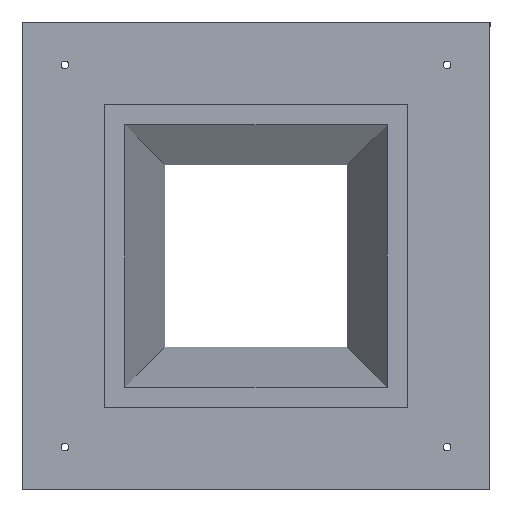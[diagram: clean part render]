
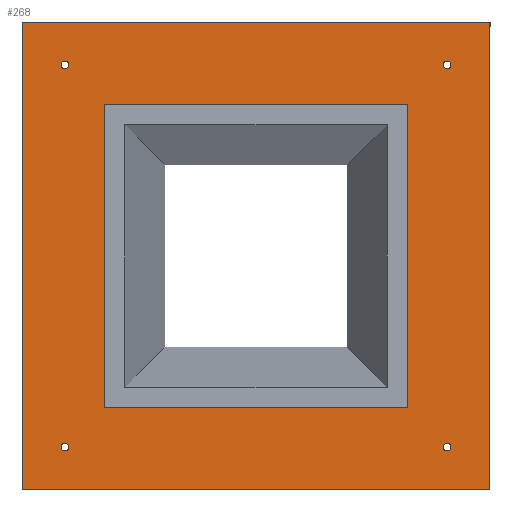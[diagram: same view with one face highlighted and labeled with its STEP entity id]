
A CAD part, front view. The second image highlights one B-rep face of the part: STEP entity #268.
In plain terms, the highlighted planar face has unit normal (0, -1, 0).
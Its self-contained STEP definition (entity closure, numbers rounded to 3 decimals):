
#61 = VERTEX_POINT ( 'NONE', #659 ) ;
#63 = EDGE_CURVE ( 'NONE', #114, #116, #654, .T. ) ;
#72 = VERTEX_POINT ( 'NONE', #691 ) ;
#73 = EDGE_CURVE ( 'NONE', #72, #110, #690, .T. ) ;
#105 = VERTEX_POINT ( 'NONE', #753 ) ;
#106 = EDGE_CURVE ( 'NONE', #105, #61, #752, .T. ) ;
#110 = VERTEX_POINT ( 'NONE', #799 ) ;
#114 = VERTEX_POINT ( 'NONE', #789 ) ;
#116 = VERTEX_POINT ( 'NONE', #788 ) ;
#121 = VERTEX_POINT ( 'NONE', #778 ) ;
#123 = EDGE_CURVE ( 'NONE', #124, #121, #777, .T. ) ;
#124 = VERTEX_POINT ( 'NONE', #772 ) ;
#244 = ORIENTED_EDGE ( 'NONE', *, *, #245, .T. ) ;
#245 = EDGE_CURVE ( 'NONE', #116, #114, #993, .T. ) ;
#246 = EDGE_LOOP ( 'NONE', ( #247, #248 ) ) ;
#247 = ORIENTED_EDGE ( 'NONE', *, *, #123, .T. ) ;
#248 = ORIENTED_EDGE ( 'NONE', *, *, #249, .T. ) ;
#249 = EDGE_CURVE ( 'NONE', #121, #124, #1052, .T. ) ;
#250 = EDGE_LOOP ( 'NONE', ( #251, #255, #311, #314 ) ) ;
#251 = ORIENTED_EDGE ( 'NONE', *, *, #252, .T. ) ;
#252 = EDGE_CURVE ( 'NONE', #253, #254, #1048, .T. ) ;
#253 = VERTEX_POINT ( 'NONE', #1044 ) ;
#254 = VERTEX_POINT ( 'NONE', #1043 ) ;
#255 = ORIENTED_EDGE ( 'NONE', *, *, #256, .T. ) ;
#256 = EDGE_CURVE ( 'NONE', #254, #257, #1042, .T. ) ;
#257 = VERTEX_POINT ( 'NONE', #1038 ) ;
#268 = ADVANCED_FACE ( 'NONE', ( #1086, #1085, #1084, #1083, #1082, #1081 ), #1080, .T. ) ;
#269 = EDGE_LOOP ( 'NONE', ( #270, #244 ) ) ;
#270 = ORIENTED_EDGE ( 'NONE', *, *, #63, .T. ) ;
#298 = EDGE_CURVE ( 'NONE', #325, #323, #1095, .T. ) ;
#299 = ORIENTED_EDGE ( 'NONE', *, *, #300, .F. ) ;
#300 = EDGE_CURVE ( 'NONE', #320, #325, #1091, .T. ) ;
#301 = EDGE_LOOP ( 'NONE', ( #302, #303 ) ) ;
#302 = ORIENTED_EDGE ( 'NONE', *, *, #106, .T. ) ;
#303 = ORIENTED_EDGE ( 'NONE', *, *, #304, .T. ) ;
#304 = EDGE_CURVE ( 'NONE', #61, #105, #1149, .T. ) ;
#305 = EDGE_LOOP ( 'NONE', ( #306, #307 ) ) ;
#306 = ORIENTED_EDGE ( 'NONE', *, *, #73, .T. ) ;
#307 = ORIENTED_EDGE ( 'NONE', *, *, #308, .T. ) ;
#308 = EDGE_CURVE ( 'NONE', #110, #72, #1145, .T. ) ;
#311 = ORIENTED_EDGE ( 'NONE', *, *, #312, .T. ) ;
#312 = EDGE_CURVE ( 'NONE', #257, #313, #1137, .T. ) ;
#313 = VERTEX_POINT ( 'NONE', #1130 ) ;
#314 = ORIENTED_EDGE ( 'NONE', *, *, #315, .T. ) ;
#315 = EDGE_CURVE ( 'NONE', #313, #253, #1129, .T. ) ;
#316 = EDGE_LOOP ( 'NONE', ( #317, #321, #324, #299 ) ) ;
#317 = ORIENTED_EDGE ( 'NONE', *, *, #318, .F. ) ;
#318 = EDGE_CURVE ( 'NONE', #319, #320, #1125, .T. ) ;
#319 = VERTEX_POINT ( 'NONE', #1121 ) ;
#320 = VERTEX_POINT ( 'NONE', #1120 ) ;
#321 = ORIENTED_EDGE ( 'NONE', *, *, #322, .F. ) ;
#322 = EDGE_CURVE ( 'NONE', #323, #319, #1119, .T. ) ;
#323 = VERTEX_POINT ( 'NONE', #1180 ) ;
#324 = ORIENTED_EDGE ( 'NONE', *, *, #298, .F. ) ;
#325 = VERTEX_POINT ( 'NONE', #1179 ) ;
#650 = DIRECTION ( 'NONE',  ( 0., 0., 1. ) ) ;
#651 = DIRECTION ( 'NONE',  ( 0., 1., 0. ) ) ;
#652 = CARTESIAN_POINT ( 'NONE',  ( 335., 0., -335. ) ) ;
#653 = AXIS2_PLACEMENT_3D ( 'NONE', #652, #651, #650 ) ;
#654 = CIRCLE ( 'NONE', #653, 6.5 ) ;
#659 = CARTESIAN_POINT ( 'NONE',  ( 335., 0., 341.5 ) ) ;
#686 = DIRECTION ( 'NONE',  ( 0., 0., 1. ) ) ;
#687 = DIRECTION ( 'NONE',  ( 0., 1., 0. ) ) ;
#688 = CARTESIAN_POINT ( 'NONE',  ( -335., 0., -335. ) ) ;
#689 = AXIS2_PLACEMENT_3D ( 'NONE', #688, #687, #686 ) ;
#690 = CIRCLE ( 'NONE', #689, 6.5 ) ;
#691 = CARTESIAN_POINT ( 'NONE',  ( -335., 0., -341.5 ) ) ;
#748 = DIRECTION ( 'NONE',  ( 0., 0., 1. ) ) ;
#749 = DIRECTION ( 'NONE',  ( 0., 1., 0. ) ) ;
#750 = CARTESIAN_POINT ( 'NONE',  ( 335., 0., 335. ) ) ;
#751 = AXIS2_PLACEMENT_3D ( 'NONE', #750, #749, #748 ) ;
#752 = CIRCLE ( 'NONE', #751, 6.5 ) ;
#753 = CARTESIAN_POINT ( 'NONE',  ( 335., 0., 328.5 ) ) ;
#772 = CARTESIAN_POINT ( 'NONE',  ( -335., 0., 328.5 ) ) ;
#773 = DIRECTION ( 'NONE',  ( 0., 0., 1. ) ) ;
#774 = DIRECTION ( 'NONE',  ( 0., 1., 0. ) ) ;
#775 = CARTESIAN_POINT ( 'NONE',  ( -335., 0., 335. ) ) ;
#776 = AXIS2_PLACEMENT_3D ( 'NONE', #775, #774, #773 ) ;
#777 = CIRCLE ( 'NONE', #776, 6.5 ) ;
#778 = CARTESIAN_POINT ( 'NONE',  ( -335., 0., 341.5 ) ) ;
#788 = CARTESIAN_POINT ( 'NONE',  ( 335., 0., -328.5 ) ) ;
#789 = CARTESIAN_POINT ( 'NONE',  ( 335., 0., -341.5 ) ) ;
#799 = CARTESIAN_POINT ( 'NONE',  ( -335., 0., -328.5 ) ) ;
#993 = CIRCLE ( 'NONE', #1000, 6.5 ) ;
#994 = CARTESIAN_POINT ( 'NONE',  ( -335., 0., 335. ) ) ;
#1000 = AXIS2_PLACEMENT_3D ( 'NONE', #1055, #1054, #1053 ) ;
#1038 = CARTESIAN_POINT ( 'NONE',  ( 410., 0., -410. ) ) ;
#1039 = DIRECTION ( 'NONE',  ( 1., 0., 0. ) ) ;
#1040 = VECTOR ( 'NONE', #1039, 1000. ) ;
#1041 = CARTESIAN_POINT ( 'NONE',  ( -950., 0., -410. ) ) ;
#1042 = LINE ( 'NONE', #1041, #1040 ) ;
#1043 = CARTESIAN_POINT ( 'NONE',  ( -410., 0., -410. ) ) ;
#1044 = CARTESIAN_POINT ( 'NONE',  ( -410., 0., 410. ) ) ;
#1045 = DIRECTION ( 'NONE',  ( 0., 0., -1. ) ) ;
#1046 = VECTOR ( 'NONE', #1045, 1000. ) ;
#1047 = CARTESIAN_POINT ( 'NONE',  ( -410., 0., 950. ) ) ;
#1048 = LINE ( 'NONE', #1047, #1046 ) ;
#1049 = DIRECTION ( 'NONE',  ( 0., 0., 1. ) ) ;
#1050 = DIRECTION ( 'NONE',  ( 0., 1., 0. ) ) ;
#1051 = AXIS2_PLACEMENT_3D ( 'NONE', #994, #1050, #1049 ) ;
#1052 = CIRCLE ( 'NONE', #1051, 6.5 ) ;
#1053 = DIRECTION ( 'NONE',  ( 0., 0., 1. ) ) ;
#1054 = DIRECTION ( 'NONE',  ( 0., 1., 0. ) ) ;
#1055 = CARTESIAN_POINT ( 'NONE',  ( 335., 0., -335. ) ) ;
#1075 = DIRECTION ( 'NONE',  ( 0., 0., -1. ) ) ;
#1076 = DIRECTION ( 'NONE',  ( 0., -1., 0. ) ) ;
#1077 = CARTESIAN_POINT ( 'NONE',  ( -265., 0., 950. ) ) ;
#1079 = AXIS2_PLACEMENT_3D ( 'NONE', #1077, #1076, #1075 ) ;
#1080 = PLANE ( 'NONE',  #1079 ) ;
#1081 = FACE_BOUND ( 'NONE', #305, .T. ) ;
#1082 = FACE_BOUND ( 'NONE', #301, .T. ) ;
#1083 = FACE_BOUND ( 'NONE', #316, .T. ) ;
#1084 = FACE_OUTER_BOUND ( 'NONE', #250, .T. ) ;
#1085 = FACE_BOUND ( 'NONE', #246, .T. ) ;
#1086 = FACE_BOUND ( 'NONE', #269, .T. ) ;
#1087 = DIRECTION ( 'NONE',  ( 0., 0., 1. ) ) ;
#1088 = VECTOR ( 'NONE', #1087, 1000. ) ;
#1089 = CARTESIAN_POINT ( 'NONE',  ( 265., 0., -950. ) ) ;
#1090 = CARTESIAN_POINT ( 'NONE',  ( 335., 0., 335. ) ) ;
#1091 = LINE ( 'NONE', #1089, #1088 ) ;
#1092 = DIRECTION ( 'NONE',  ( -1., 0., 0. ) ) ;
#1093 = VECTOR ( 'NONE', #1092, 1000. ) ;
#1094 = CARTESIAN_POINT ( 'NONE',  ( 950., 0., 265. ) ) ;
#1095 = LINE ( 'NONE', #1094, #1093 ) ;
#1119 = LINE ( 'NONE', #1183, #1182 ) ;
#1120 = CARTESIAN_POINT ( 'NONE',  ( 265., 0., -265. ) ) ;
#1121 = CARTESIAN_POINT ( 'NONE',  ( -265., 0., -265. ) ) ;
#1122 = DIRECTION ( 'NONE',  ( 1., 0., 0. ) ) ;
#1123 = VECTOR ( 'NONE', #1122, 1000. ) ;
#1124 = CARTESIAN_POINT ( 'NONE',  ( -950., 0., -265. ) ) ;
#1125 = LINE ( 'NONE', #1124, #1123 ) ;
#1126 = DIRECTION ( 'NONE',  ( -1., 0., 0. ) ) ;
#1127 = VECTOR ( 'NONE', #1126, 1000. ) ;
#1128 = CARTESIAN_POINT ( 'NONE',  ( 950., 0., 410. ) ) ;
#1129 = LINE ( 'NONE', #1128, #1127 ) ;
#1130 = CARTESIAN_POINT ( 'NONE',  ( 410., 0., 410. ) ) ;
#1131 = DIRECTION ( 'NONE',  ( 0., 0., 1. ) ) ;
#1132 = VECTOR ( 'NONE', #1131, 1000. ) ;
#1133 = CARTESIAN_POINT ( 'NONE',  ( 410., 0., -950. ) ) ;
#1137 = LINE ( 'NONE', #1133, #1132 ) ;
#1141 = DIRECTION ( 'NONE',  ( 0., 0., 1. ) ) ;
#1142 = DIRECTION ( 'NONE',  ( 0., 1., 0. ) ) ;
#1143 = CARTESIAN_POINT ( 'NONE',  ( -335., 0., -335. ) ) ;
#1144 = AXIS2_PLACEMENT_3D ( 'NONE', #1143, #1142, #1141 ) ;
#1145 = CIRCLE ( 'NONE', #1144, 6.5 ) ;
#1146 = DIRECTION ( 'NONE',  ( 0., 0., 1. ) ) ;
#1147 = DIRECTION ( 'NONE',  ( 0., 1., 0. ) ) ;
#1148 = AXIS2_PLACEMENT_3D ( 'NONE', #1090, #1147, #1146 ) ;
#1149 = CIRCLE ( 'NONE', #1148, 6.5 ) ;
#1179 = CARTESIAN_POINT ( 'NONE',  ( 265., 0., 265. ) ) ;
#1180 = CARTESIAN_POINT ( 'NONE',  ( -265., 0., 265. ) ) ;
#1181 = DIRECTION ( 'NONE',  ( 0., 0., -1. ) ) ;
#1182 = VECTOR ( 'NONE', #1181, 1000. ) ;
#1183 = CARTESIAN_POINT ( 'NONE',  ( -265., 0., 950. ) ) ;
